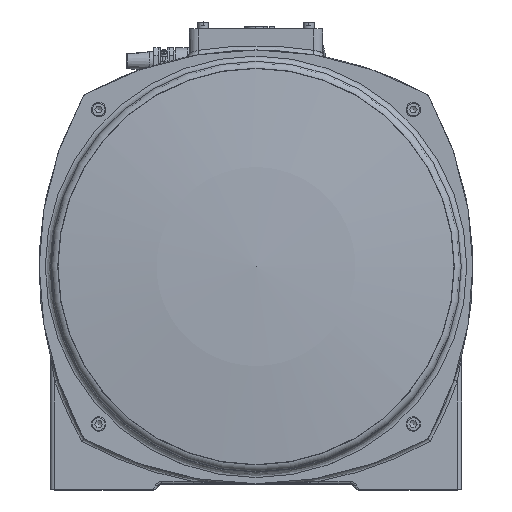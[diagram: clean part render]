
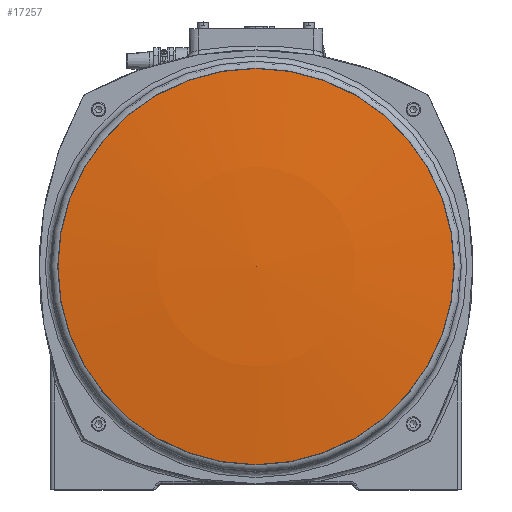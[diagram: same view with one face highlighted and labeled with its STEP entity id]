
A CAD part, top view. The second image highlights one B-rep face of the part: STEP entity #17257.
In plain terms, the highlighted spherical face has radius 1502 mm.
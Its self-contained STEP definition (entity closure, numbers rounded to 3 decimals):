
#17237=CARTESIAN_POINT('',(0.,-179.331,328.376));
#17238=VERTEX_POINT('',#17237);
#17239=CARTESIAN_POINT('',(0.,-1.,328.376));
#17240=DIRECTION('',(0.0,0.0,-1.0));
#17241=DIRECTION('',(0.0,1.0,0.0));
#17242=AXIS2_PLACEMENT_3D('',#17239,#17240,#17241);
#17243=CIRCLE('',#17242,178.331);
#17244=EDGE_CURVE('',#17238,#17238,#17243,.T.);
#17249=CARTESIAN_POINT('',(0.,-1.,-1163.0));
#17250=DIRECTION('',(0.0,0.0,1.0));
#17251=DIRECTION('',(1.0,0.0,0.0));
#17252=AXIS2_PLACEMENT_3D('',#17249,#17250,#17251);
#17253=SPHERICAL_SURFACE('',#17252,1502.);
#17254=ORIENTED_EDGE('',*,*,#17244,.F.);
#17255=EDGE_LOOP('',(#17254));
#17256=FACE_OUTER_BOUND('',#17255,.T.);
#17257=ADVANCED_FACE('',(#17256),#17253,.T.);
